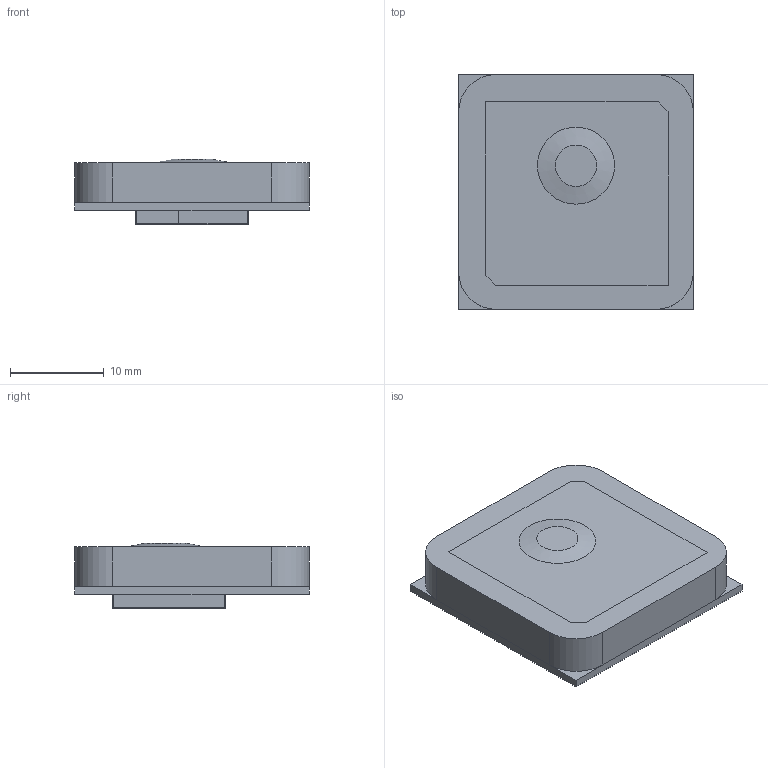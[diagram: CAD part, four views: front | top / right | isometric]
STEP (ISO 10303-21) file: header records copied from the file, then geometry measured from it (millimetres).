
FILE_DESCRIPTION(('FreeCAD Model'),'2;1');
FILE_NAME('FT-GPS-001.step' ,'2017-06-23T10:50:08',('kicad StepUp'),('ksu MCAD'), 'Open CASCADE STEP processor 6.8','FreeCAD','Unknown');
FILE_SCHEMA(('AUTOMOTIVE_DESIGN_CC2 { 1 2 10303 214 -1 1 5 4 }'));
Length unit declared in the file: millimetre
Products named in the file (1): FT-GPS-001
Bounding box: 25 x 25 x 6.95 mm (x, y, z)
Volume: 3160.7 mm3; surface area: 2135.8 mm2
Topology: 1 solids, 1 shells, 376 faces, 905 edges, 598 vertices
Faces by surface type: extrusion 184, plane 123, cylinder 68, cone 1
Full cylindrical faces by diameter (mm): 0.5 x56
Entity records: 31944 total; most frequent: CARTESIAN_POINT 21082, ORIENTED_EDGE 1810, DIRECTION 1245, EDGE_CURVE 905, VERTEX_POINT 598, VECTOR 583, B_SPLINE_CURVE_WITH_KNOTS 552, FACE_BOUND 449
